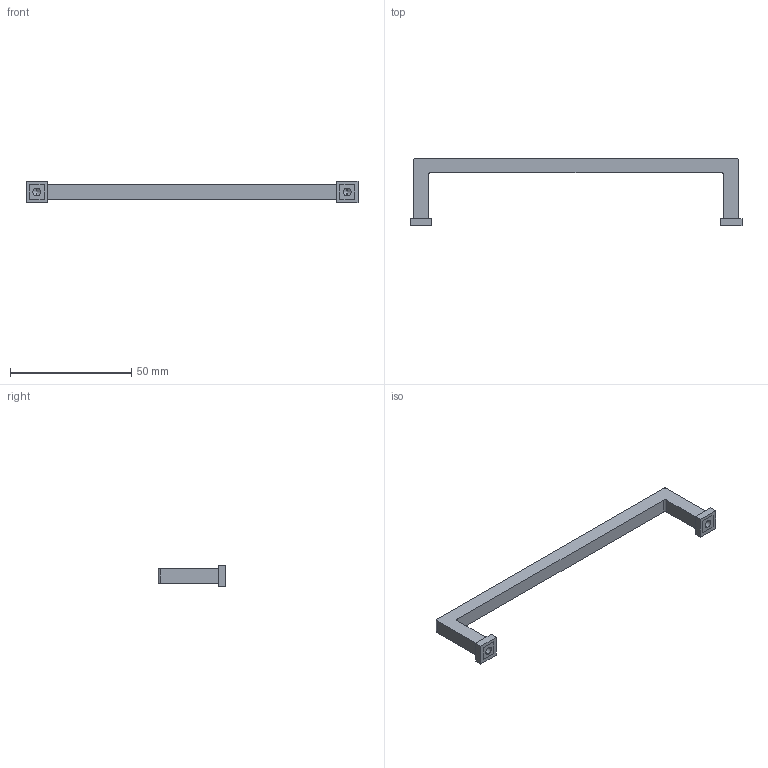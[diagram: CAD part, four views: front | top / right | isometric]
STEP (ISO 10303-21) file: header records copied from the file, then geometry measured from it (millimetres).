
FILE_DESCRIPTION (( 'STEP AP214' ), '1' );
FILE_NAME ('F001724,F001728_3D.step', '2022-06-10T07:04:19', ( '' ), ( '' ), 'SwSTEP 2.0', 'SolidWorks 2020', '' );
FILE_SCHEMA (( 'AUTOMOTIVE_DESIGN' ));
Length unit declared in the file: millimetre
Products named in the file (1): F001724,F001728_3D
Bounding box: 137 x 28 x 9 mm (x, y, z)
Volume: 6450 mm3; surface area: 5146.1 mm2
Topology: 3 solids, 3 shells, 42 faces, 104 edges, 66 vertices
Faces by surface type: plane 30, cylinder 8, cone 4
Entity records: 1308 total; most frequent: CARTESIAN_POINT 209, DIRECTION 202, ORIENTED_EDGE 200, EDGE_CURVE 100, VECTOR 84, LINE 84, VERTEX_POINT 66, AXIS2_PLACEMENT_3D 59
